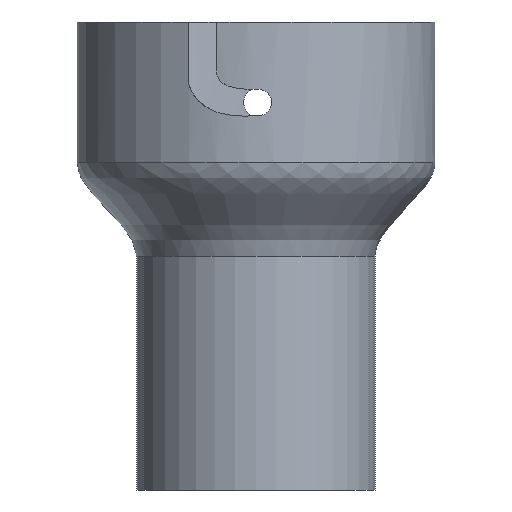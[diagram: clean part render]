
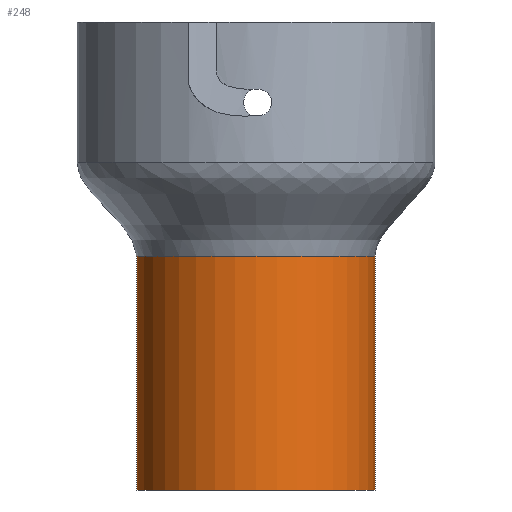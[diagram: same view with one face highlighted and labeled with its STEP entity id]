
A CAD part, front view. The second image highlights one B-rep face of the part: STEP entity #248.
In plain terms, the highlighted cylindrical face has radius 25.5 mm (diameter 51 mm), a full revolution.
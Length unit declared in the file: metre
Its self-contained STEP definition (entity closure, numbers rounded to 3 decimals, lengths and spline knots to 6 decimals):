
#58=ORIENTED_EDGE('',*,*,#120,.T.);
#59=ORIENTED_EDGE('',*,*,#121,.F.);
#120=EDGE_CURVE('',#151,#151,#175,.T.);
#121=EDGE_CURVE('',#152,#152,#176,.T.);
#151=VERTEX_POINT('',#381);
#152=VERTEX_POINT('',#383);
#175=CIRCLE('',#291,0.0255);
#176=CIRCLE('',#292,0.0255);
#184=EDGE_LOOP('',(#58));
#185=EDGE_LOOP('',(#59));
#213=FACE_BOUND('',#184,.T.);
#214=FACE_BOUND('',#185,.T.);
#242=CYLINDRICAL_SURFACE('',#290,0.0255);
#248=ADVANCED_FACE('',(#213,#214),#242,.T.);
#290=AXIS2_PLACEMENT_3D('',#379,#317,#318);
#291=AXIS2_PLACEMENT_3D('',#380,#319,#320);
#292=AXIS2_PLACEMENT_3D('',#382,#321,#322);
#317=DIRECTION('',(0.,0.,1.));
#318=DIRECTION('',(1.,0.,0.));
#319=DIRECTION('',(0.,0.,1.));
#320=DIRECTION('',(1.,0.,0.));
#321=DIRECTION('',(0.,0.,1.));
#322=DIRECTION('',(1.,0.,0.));
#379=CARTESIAN_POINT('',(0.010312,0.000322,-0.05));
#380=CARTESIAN_POINT('',(0.010312,0.000322,-0.05));
#381=CARTESIAN_POINT('',(0.035812,0.000322,-0.05));
#382=CARTESIAN_POINT('',(0.010312,0.000322,0.));
#383=CARTESIAN_POINT('',(0.035812,0.000322,0.));
